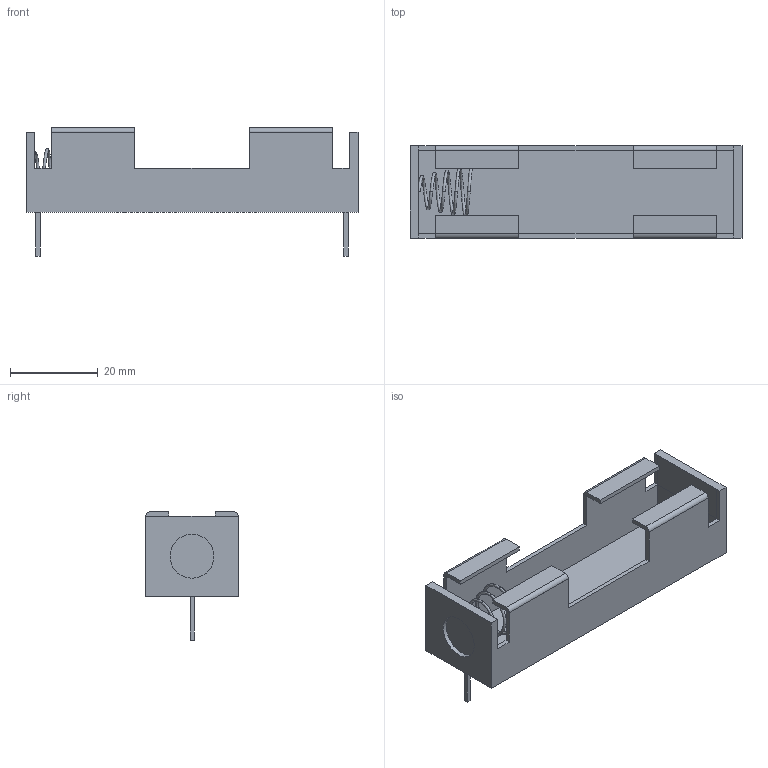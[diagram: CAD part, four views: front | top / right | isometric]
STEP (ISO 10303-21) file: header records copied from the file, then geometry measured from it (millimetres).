
FILE_DESCRIPTION(('FreeCAD Model'),'2;1');
FILE_NAME('Open CASCADE Shape Model','2024-08-01T00:38:40',(''),(''), 'Open CASCADE STEP processor 7.6','FreeCAD','Unknown');
FILE_SCHEMA(('AUTOMOTIVE_DESIGN { 1 0 10303 214 1 1 1 1 }'));
Length unit declared in the file: millimetre
Products named in the file (1): Body
Bounding box: 75.5 x 21 x 29.2 mm (x, y, z)
Volume: 5490.6 mm3; surface area: 9934.2 mm2
Topology: 1 solids, 1 shells, 81 faces, 194 edges, 120 vertices
Faces by surface type: plane 70, cylinder 6, bspline 5
Full cylindrical faces by diameter (mm): 10 x2
Entity records: 6512 total; most frequent: CARTESIAN_POINT 2528, DIRECTION 688, LINE 495, VECTOR 495, ORIENTED_EDGE 388, PCURVE 388, DEFINITIONAL_REPRESENTATION 388, EDGE_CURVE 194
